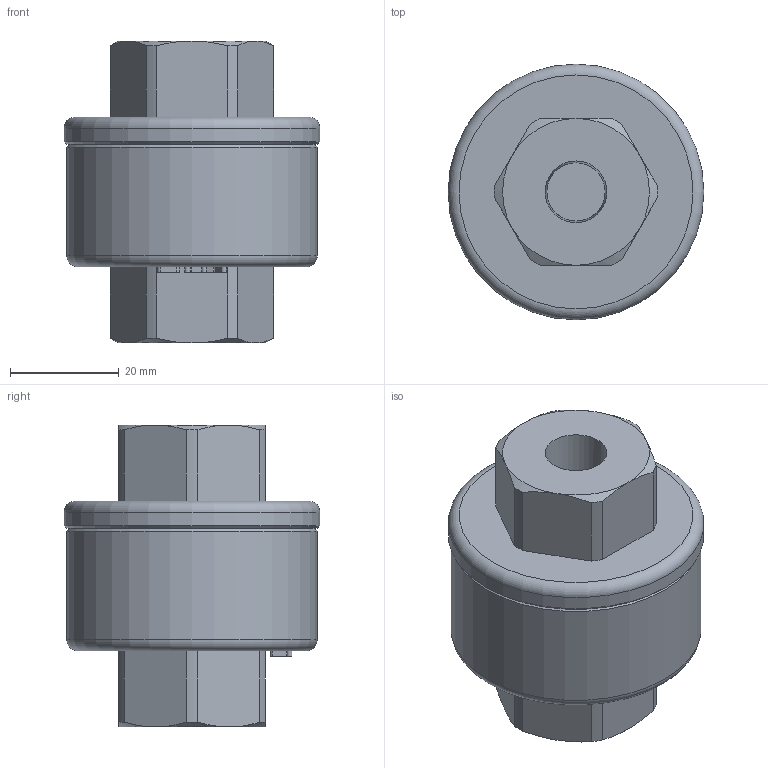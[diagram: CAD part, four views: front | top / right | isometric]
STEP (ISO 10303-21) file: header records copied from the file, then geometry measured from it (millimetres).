
FILE_DESCRIPTION((''),'2;1');
FILE_NAME('lv210-008-screw-00.stp','2010-01-20T13:54:56',('nakaot'),(''),'Autodesk Inventor 2008','Autodesk Inventor 2008','');
FILE_SCHEMA(('AUTOMOTIVE_DESIGN { 1 0 10303 214 1 1 1 1 }'));
Length unit declared in the file: millimetre
Products named in the file (1): lv210-008-screw-00
Bounding box: 47 x 47 x 55.5 mm (x, y, z)
Volume: 61428.7 mm3; surface area: 10493.5 mm2
Topology: 1 solids, 1 shells, 82 faces, 196 edges, 126 vertices
Faces by surface type: plane 33, cylinder 25, cone 14, bspline 8, torus 2
Full cylindrical faces by diameter (mm): 46 x1, 47 x1
Entity records: 2368 total; most frequent: CARTESIAN_POINT 519, DIRECTION 384, ORIENTED_EDGE 368, EDGE_CURVE 184, AXIS2_PLACEMENT_3D 149, VERTEX_POINT 124, EDGE_LOOP 102, VECTOR 86
